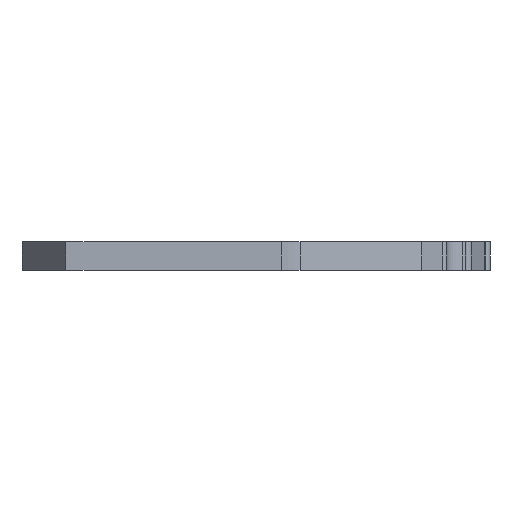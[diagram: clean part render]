
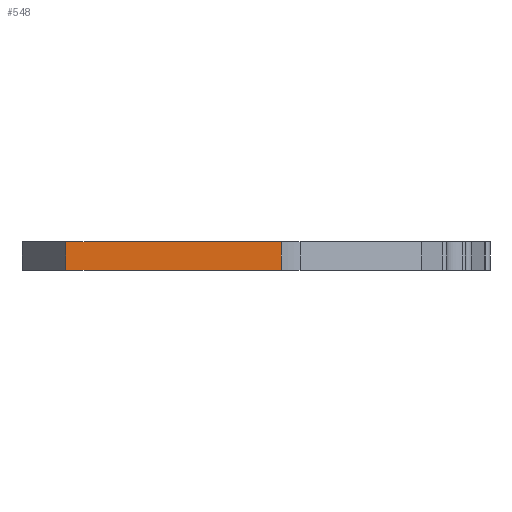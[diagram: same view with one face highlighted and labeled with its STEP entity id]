
A CAD part, left-side view. The second image highlights one B-rep face of the part: STEP entity #548.
In plain terms, the highlighted planar face has unit normal (-1, 0, 0).
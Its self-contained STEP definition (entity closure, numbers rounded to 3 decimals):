
#24 = VECTOR ( 'NONE', #564, 1000. ) ;
#296 = DIRECTION ( 'NONE',  ( 0., -1., 0. ) ) ;
#313 = CARTESIAN_POINT ( 'NONE',  ( -23.098, 19.135, 2. ) ) ;
#358 = VERTEX_POINT ( 'NONE', #968 ) ;
#422 = AXIS2_PLACEMENT_3D ( 'NONE', #534, #522, #516 ) ;
#516 = DIRECTION ( 'NONE',  ( 0., 1., 0. ) ) ;
#522 = DIRECTION ( 'NONE',  ( 1., 0., 0. ) ) ;
#534 = CARTESIAN_POINT ( 'NONE',  ( -23.098, 19.135, 2. ) ) ;
#540 = CARTESIAN_POINT ( 'NONE',  ( -23.098, 4.177, 0. ) ) ;
#548 = ADVANCED_FACE ( 'NONE', ( #549 ), #800, .F. ) ;
#549 = FACE_OUTER_BOUND ( 'NONE', #769, .T. ) ;
#564 = DIRECTION ( 'NONE',  ( 0., 0., -1. ) ) ;
#614 = ORIENTED_EDGE ( 'NONE', *, *, #1152, .F. ) ;
#638 = ORIENTED_EDGE ( 'NONE', *, *, #1299, .F. ) ;
#642 = ORIENTED_EDGE ( 'NONE', *, *, #1336, .T. ) ;
#658 = ORIENTED_EDGE ( 'NONE', *, *, #1342, .F. ) ;
#754 = CARTESIAN_POINT ( 'NONE',  ( -23.098, 4.177, 2. ) ) ;
#769 = EDGE_LOOP ( 'NONE', ( #614, #638, #642, #658 ) ) ;
#800 = PLANE ( 'NONE',  #422 ) ;
#911 = VERTEX_POINT ( 'NONE', #1365 ) ;
#968 = CARTESIAN_POINT ( 'NONE',  ( -23.098, 19.135, 0. ) ) ;
#1092 = VECTOR ( 'NONE', #1098, 1000. ) ;
#1098 = DIRECTION ( 'NONE',  ( 0., 0., -1. ) ) ;
#1102 = VECTOR ( 'NONE', #1250, 1000. ) ;
#1128 = LINE ( 'NONE', #1246, #1102 ) ;
#1131 = LINE ( 'NONE', #1449, #1092 ) ;
#1152 = EDGE_CURVE ( 'NONE', #1200, #1289, #1334, .T. ) ;
#1200 = VERTEX_POINT ( 'NONE', #1431 ) ;
#1246 = CARTESIAN_POINT ( 'NONE',  ( -23.098, -8.612, 0. ) ) ;
#1250 = DIRECTION ( 'NONE',  ( 0., 1., 0. ) ) ;
#1289 = VERTEX_POINT ( 'NONE', #540 ) ;
#1299 = EDGE_CURVE ( 'NONE', #911, #1200, #1315, .T. ) ;
#1311 = VECTOR ( 'NONE', #296, 1000. ) ;
#1315 = LINE ( 'NONE', #313, #1311 ) ;
#1334 = LINE ( 'NONE', #754, #24 ) ;
#1336 = EDGE_CURVE ( 'NONE', #911, #358, #1131, .T. ) ;
#1342 = EDGE_CURVE ( 'NONE', #1289, #358, #1128, .T. ) ;
#1365 = CARTESIAN_POINT ( 'NONE',  ( -23.098, 19.135, 2. ) ) ;
#1431 = CARTESIAN_POINT ( 'NONE',  ( -23.098, 4.177, 2. ) ) ;
#1449 = CARTESIAN_POINT ( 'NONE',  ( -23.098, 19.135, 2. ) ) ;
